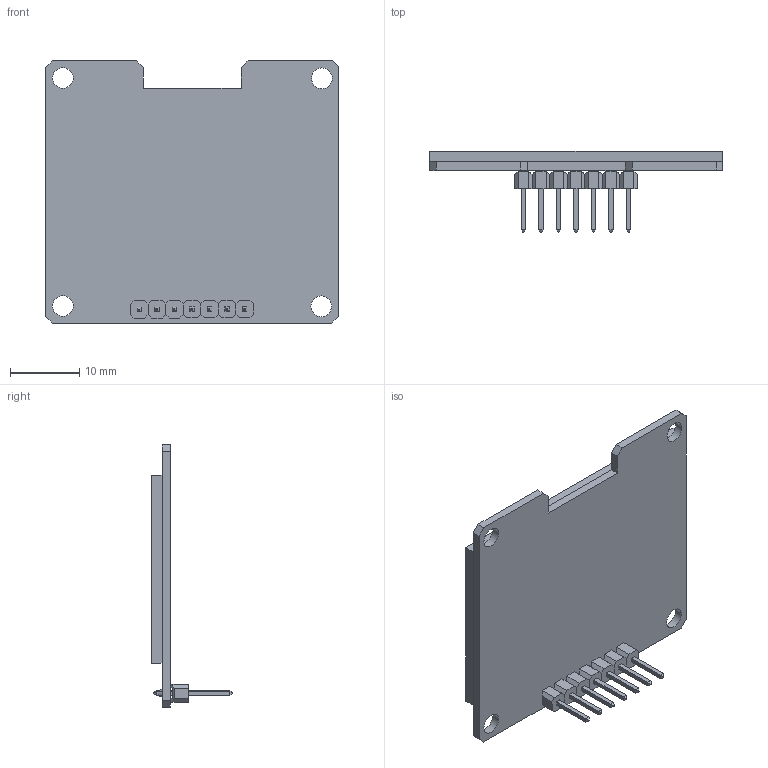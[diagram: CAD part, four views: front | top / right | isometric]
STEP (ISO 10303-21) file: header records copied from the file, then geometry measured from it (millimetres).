
FILE_DESCRIPTION(/* description */ (''),/* implementation_level */ '2;1');
FILE_NAME(/* name */ '13318274-0954-483e-afc6-aafa6d54d8a0.stp',/* time_stamp */ '2017-07-25T21:48:35+00:00',/* author */ (''),/* organization */ (''),/* preprocessor_version */ 'ST-DEVELOPER v16.13',/* originating_system */ 'Autodesk Translation Framework v6.1.1.50',/* authorisation */ '');
FILE_SCHEMA (('AUTOMOTIVE_DESIGN { 1 0 10303 214 3 1 1 }'));
Length unit declared in the file: millimetre
Products named in the file (24): OLED Display 1.54" v4; severpinsheader v1; Component1; Component2; Component3; Component4; Component5; Component6; Component7; Component8; Component9; Component10; Component11; Component12; Component13; Component14; Component1_1; Component2_1; Component3_1; Component4_1; Component5_1; Component6_1; Component7_1; Component8_1
Assembly tree (23 placements, depth 3):
  OLED Display 1.54" v4
    severpinsheader v1
      Component1
      Component2
      Component3
      Component4
      Component5
      Component6
      Component7
      Component8
      Component9
      Component10
      Component11
      Component12
      Component13
      Component14
    Component1_1
    Component2_1
    Component3_1
    Component4_1
    Component5_1
    Component6_1
    Component7_1
    Component8_1
Bounding box: 42.4 x 11.68 x 38 mm (x, y, z)
Volume: 3676.5 mm3; surface area: 6635.5 mm2
Topology: 24 solids, 24 shells, 323 faces, 741 edges, 466 vertices
Faces by surface type: plane 284, bspline 28, cylinder 11
Full cylindrical faces by diameter (mm): 1.098 x6, 1.1 x1, 3 x4
Entity records: 10104 total; most frequent: CARTESIAN_POINT 2099, DIRECTION 1466, ORIENTED_EDGE 1460, EDGE_CURVE 730, LINE 680, VECTOR 680, VERTEX_POINT 466, AXIS2_PLACEMENT_3D 393
